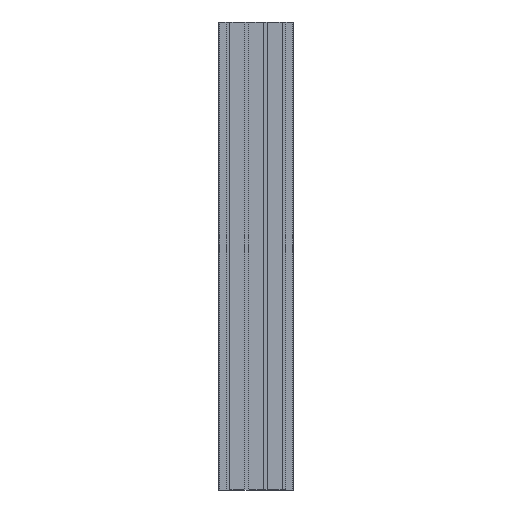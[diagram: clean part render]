
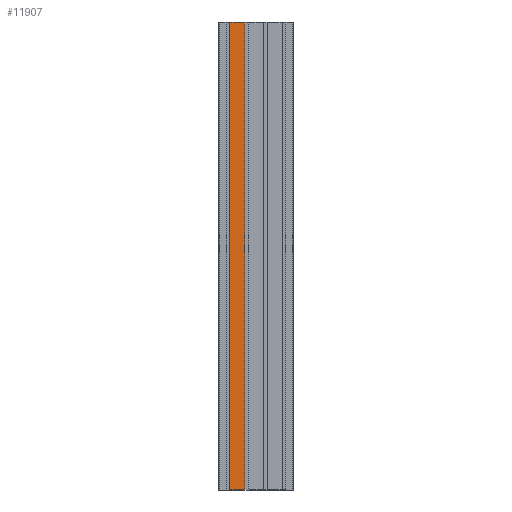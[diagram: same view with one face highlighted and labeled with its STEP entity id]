
A CAD part, front view. The second image highlights one B-rep face of the part: STEP entity #11907.
In plain terms, the highlighted planar face has unit normal (0, -1, 0).
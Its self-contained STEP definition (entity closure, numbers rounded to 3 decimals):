
#5770=ORIENTED_EDGE('',*,*,#8372,.T.);
#5771=ORIENTED_EDGE('',*,*,#8373,.F.);
#5772=ORIENTED_EDGE('',*,*,#8369,.F.);
#5773=ORIENTED_EDGE('',*,*,#8374,.T.);
#6897=VECTOR('',#9399,1.);
#6900=VECTOR('',#9404,1.);
#6901=VECTOR('',#9405,1.);
#6902=VECTOR('',#9406,1.);
#7441=LINE('',#10392,#6897);
#7444=LINE('',#10398,#6900);
#7445=LINE('',#10399,#6901);
#7446=LINE('',#10400,#6902);
#7980=VERTEX_POINT('',#10390);
#7981=VERTEX_POINT('',#10391);
#7982=VERTEX_POINT('',#10396);
#7983=VERTEX_POINT('',#10397);
#8369=EDGE_CURVE('',#7980,#7981,#7441,.T.);
#8372=EDGE_CURVE('',#7982,#7983,#7444,.T.);
#8373=EDGE_CURVE('',#7981,#7983,#7445,.T.);
#8374=EDGE_CURVE('',#7980,#7982,#7446,.T.);
#8925=EDGE_LOOP('',(#5770,#5771,#5772,#5773));
#9149=FACE_BOUND('',#8925,.T.);
#9399=DIRECTION('',(-1000.,0.,0.));
#9402=DIRECTION('',(0.,-1.,0.));
#9403=DIRECTION('',(-1.,0.,0.));
#9404=DIRECTION('',(-1000.,0.,0.));
#9405=DIRECTION('',(0.,0.,31.8));
#9406=DIRECTION('',(0.,0.,31.8));
#10390=CARTESIAN_POINT('',(1000.,-20.,-55.9));
#10391=CARTESIAN_POINT('',(0.,-20.,-55.9));
#10392=CARTESIAN_POINT('',(1000.,-20.,-55.9));
#10395=CARTESIAN_POINT('',(1000.,-20.,-24.1));
#10396=CARTESIAN_POINT('',(1000.,-20.,-24.1));
#10397=CARTESIAN_POINT('',(0.,-20.,-24.1));
#10398=CARTESIAN_POINT('',(1000.,-20.,-24.1));
#10399=CARTESIAN_POINT('',(0.,-20.,-55.9));
#10400=CARTESIAN_POINT('',(1000.,-20.,-55.9));
#11505=AXIS2_PLACEMENT_3D('',#10395,#9402,#9403);
#11725=PLANE('',#11505);
#11907=ADVANCED_FACE('',(#9149),#11725,.T.);
